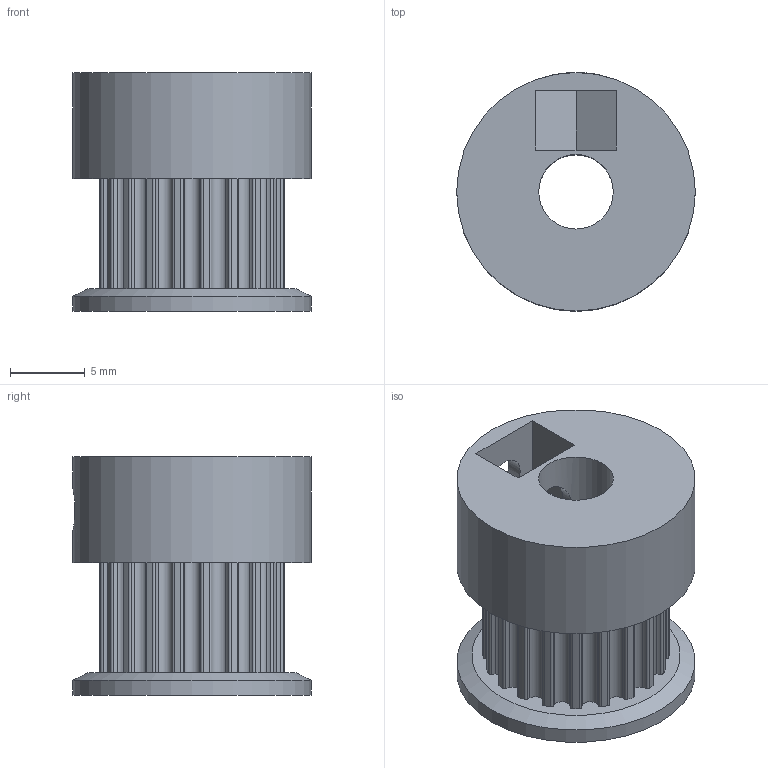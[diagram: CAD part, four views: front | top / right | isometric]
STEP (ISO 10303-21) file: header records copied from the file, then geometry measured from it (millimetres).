
FILE_DESCRIPTION(/* description */ (''),/* implementation_level */ '2;1');
FILE_NAME(/* name */ 'GT2 20T.step',/* time_stamp */ '2025-08-08T09:10:47+10:00',/* author */ (''),/* organization */ (''),/* preprocessor_version */ 'ST-DEVELOPER v20.1',/* originating_system */ 'Autodesk Translation Framework v14.10.0.0',/* authorisation */ '');
FILE_SCHEMA (('AUTOMOTIVE_DESIGN { 1 0 10303 214 3 1 1 }'));
Length unit declared in the file: millimetre
Products named in the file (1): GT2 20 T 5mm bore
Bounding box: 16 x 16 x 16 mm (x, y, z)
Volume: 2063.6 mm3; surface area: 1711.1 mm2
Topology: 1 solids, 1 shells, 136 faces, 395 edges, 264 vertices
Faces by surface type: cylinder 125, plane 10, cone 1
Full cylindrical faces by diameter (mm): 3 x2, 5 x1, 16 x2
Entity records: 4757 total; most frequent: DIRECTION 915, CARTESIAN_POINT 864, ORIENTED_EDGE 790, EDGE_CURVE 395, AXIS2_PLACEMENT_3D 387, VERTEX_POINT 264, CIRCLE 250, EDGE_LOOP 145
